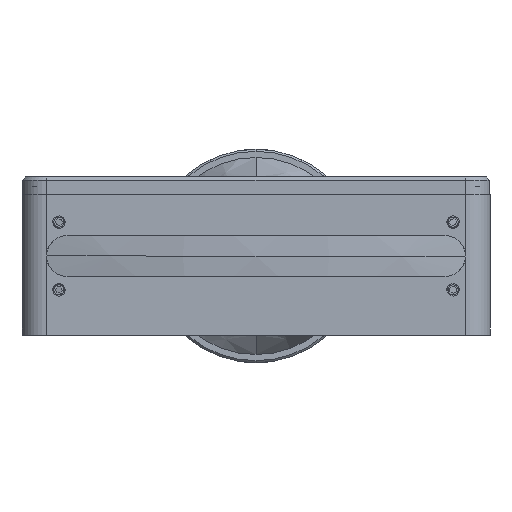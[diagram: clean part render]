
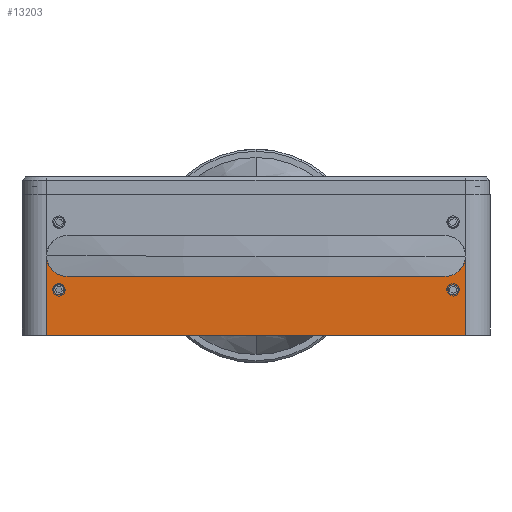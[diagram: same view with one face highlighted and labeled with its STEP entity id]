
A CAD part, front view. The second image highlights one B-rep face of the part: STEP entity #13203.
In plain terms, the highlighted planar face has unit normal (0, -1, 0).
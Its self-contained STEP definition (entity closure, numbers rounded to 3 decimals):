
#20 = VERTEX_POINT ( 'NONE', #6565 ) ;
#48 = EDGE_LOOP ( 'NONE', ( #6998, #6629, #6843, #15178, #7081, #7097 ) ) ;
#125 = DIRECTION ( 'NONE',  ( 0., 1., 0. ) ) ;
#178 = DIRECTION ( 'NONE',  ( 0., 0., 1. ) ) ;
#185 = CARTESIAN_POINT ( 'NONE',  ( 46., -407.175, -5. ) ) ;
#229 = AXIS2_PLACEMENT_3D ( 'NONE', #1288, #1284, #1269 ) ;
#315 = CARTESIAN_POINT ( 'NONE',  ( 51., -407.175, 295.037 ) ) ;
#453 = CARTESIAN_POINT ( 'NONE',  ( 51., -407.175, -19.25 ) ) ;
#632 = CARTESIAN_POINT ( 'NONE',  ( 51., -407.175, 0. ) ) ;
#1186 = FACE_BOUND ( 'NONE', #7760, .T. ) ;
#1269 = DIRECTION ( 'NONE',  ( 0., 0., 1. ) ) ;
#1275 = DIRECTION ( 'NONE',  ( 0., 0., 1. ) ) ;
#1277 = PLANE ( 'NONE',  #2131 ) ;
#1284 = DIRECTION ( 'NONE',  ( 0., -1., 0. ) ) ;
#1288 = CARTESIAN_POINT ( 'NONE',  ( -46., -407.175, 0. ) ) ;
#1299 = DIRECTION ( 'NONE',  ( 0., -1., 0. ) ) ;
#1315 = CARTESIAN_POINT ( 'NONE',  ( 46., -407.175, 0. ) ) ;
#1832 = DIRECTION ( 'NONE',  ( 0., 0., -1. ) ) ;
#1891 = CARTESIAN_POINT ( 'NONE',  ( -51., -407.175, 295.037 ) ) ;
#2131 = AXIS2_PLACEMENT_3D ( 'NONE', #315, #125, #178 ) ;
#2896 = CARTESIAN_POINT ( 'NONE',  ( 51., -407.175, -19.25 ) ) ;
#3379 = CARTESIAN_POINT ( 'NONE',  ( -46., -407.175, -5. ) ) ;
#3545 = AXIS2_PLACEMENT_3D ( 'NONE', #11403, #11369, #12927 ) ;
#4294 = ORIENTED_EDGE ( 'NONE', *, *, #13642, .F. ) ;
#4518 = DIRECTION ( 'NONE',  ( 0., 0., -1. ) ) ;
#4534 = DIRECTION ( 'NONE',  ( 0., -1., 0. ) ) ;
#4549 = CARTESIAN_POINT ( 'NONE',  ( 48., -407.175, -8.25 ) ) ;
#4919 = CARTESIAN_POINT ( 'NONE',  ( -51., -407.175, 0. ) ) ;
#5554 = EDGE_CURVE ( 'NONE', #14312, #20, #16139, .T. ) ;
#5704 = VECTOR ( 'NONE', #17050, 1000. ) ;
#5773 = LINE ( 'NONE', #453, #5704 ) ;
#5987 = EDGE_CURVE ( 'NONE', #6203, #14885, #13846, .T. ) ;
#6203 = VERTEX_POINT ( 'NONE', #185 ) ;
#6213 = CARTESIAN_POINT ( 'NONE',  ( -51., -407.175, -19.25 ) ) ;
#6265 = AXIS2_PLACEMENT_3D ( 'NONE', #11229, #11216, #11195 ) ;
#6565 = CARTESIAN_POINT ( 'NONE',  ( 48., -407.175, -7. ) ) ;
#6629 = ORIENTED_EDGE ( 'NONE', *, *, #5987, .F. ) ;
#6713 = EDGE_CURVE ( 'NONE', #16685, #6203, #11464, .T. ) ;
#6843 = ORIENTED_EDGE ( 'NONE', *, *, #6713, .F. ) ;
#6998 = ORIENTED_EDGE ( 'NONE', *, *, #14547, .F. ) ;
#7081 = ORIENTED_EDGE ( 'NONE', *, *, #9401, .T. ) ;
#7097 = ORIENTED_EDGE ( 'NONE', *, *, #14892, .T. ) ;
#7314 = ORIENTED_EDGE ( 'NONE', *, *, #5554, .F. ) ;
#7342 = DIRECTION ( 'NONE',  ( 0., 0., -1. ) ) ;
#7367 = CARTESIAN_POINT ( 'NONE',  ( 51., -407.175, 295.037 ) ) ;
#7496 = VERTEX_POINT ( 'NONE', #6213 ) ;
#7760 = EDGE_LOOP ( 'NONE', ( #12312, #4294 ) ) ;
#7964 = VECTOR ( 'NONE', #7342, 1000. ) ;
#8009 = LINE ( 'NONE', #7367, #7964 ) ;
#8300 = CIRCLE ( 'NONE', #229, 5. ) ;
#8427 = CARTESIAN_POINT ( 'NONE',  ( 48., -407.175, -9.5 ) ) ;
#8716 = CARTESIAN_POINT ( 'NONE',  ( -48., -407.175, -7. ) ) ;
#9190 = VERTEX_POINT ( 'NONE', #4919 ) ;
#9401 = EDGE_CURVE ( 'NONE', #9190, #7496, #15891, .T. ) ;
#9433 = DIRECTION ( 'NONE',  ( 0., -1., 0. ) ) ;
#10670 = ORIENTED_EDGE ( 'NONE', *, *, #12025, .F. ) ;
#11195 = DIRECTION ( 'NONE',  ( 0., 0., -1. ) ) ;
#11216 = DIRECTION ( 'NONE',  ( 0., -1., 0. ) ) ;
#11229 = CARTESIAN_POINT ( 'NONE',  ( -48., -407.175, -8.25 ) ) ;
#11369 = DIRECTION ( 'NONE',  ( 0., -1., 0. ) ) ;
#11403 = CARTESIAN_POINT ( 'NONE',  ( 48., -407.175, -8.25 ) ) ;
#11464 = LINE ( 'NONE', #13749, #11516 ) ;
#11516 = VECTOR ( 'NONE', #13643, 1000. ) ;
#11528 = CIRCLE ( 'NONE', #15714, 1.25 ) ;
#11640 = VERTEX_POINT ( 'NONE', #15711 ) ;
#11677 = CIRCLE ( 'NONE', #3545, 1.25 ) ;
#11712 = AXIS2_PLACEMENT_3D ( 'NONE', #4549, #4534, #4518 ) ;
#12025 = EDGE_CURVE ( 'NONE', #20, #14312, #11677, .T. ) ;
#12046 = EDGE_CURVE ( 'NONE', #11640, #16032, #15472, .T. ) ;
#12312 = ORIENTED_EDGE ( 'NONE', *, *, #12046, .F. ) ;
#12547 = VERTEX_POINT ( 'NONE', #2896 ) ;
#12665 = FACE_OUTER_BOUND ( 'NONE', #48, .T. ) ;
#12927 = DIRECTION ( 'NONE',  ( 0., 0., -1. ) ) ;
#13134 = AXIS2_PLACEMENT_3D ( 'NONE', #1315, #1299, #1275 ) ;
#13203 = ADVANCED_FACE ( 'NONE', ( #12665, #1186, #14569 ), #1277, .F. ) ;
#13642 = EDGE_CURVE ( 'NONE', #16032, #11640, #11528, .T. ) ;
#13643 = DIRECTION ( 'NONE',  ( 1., 0., 0. ) ) ;
#13749 = CARTESIAN_POINT ( 'NONE',  ( -46., -407.175, -5. ) ) ;
#13777 = DIRECTION ( 'NONE',  ( 0., 0., -1. ) ) ;
#13800 = CARTESIAN_POINT ( 'NONE',  ( -48., -407.175, -8.25 ) ) ;
#13846 = CIRCLE ( 'NONE', #13134, 5. ) ;
#14312 = VERTEX_POINT ( 'NONE', #8427 ) ;
#14547 = EDGE_CURVE ( 'NONE', #14885, #12547, #8009, .T. ) ;
#14569 = FACE_BOUND ( 'NONE', #16845, .T. ) ;
#14885 = VERTEX_POINT ( 'NONE', #632 ) ;
#14892 = EDGE_CURVE ( 'NONE', #7496, #12547, #5773, .T. ) ;
#15178 = ORIENTED_EDGE ( 'NONE', *, *, #17009, .F. ) ;
#15472 = CIRCLE ( 'NONE', #6265, 1.25 ) ;
#15711 = CARTESIAN_POINT ( 'NONE',  ( -48., -407.175, -9.5 ) ) ;
#15714 = AXIS2_PLACEMENT_3D ( 'NONE', #13800, #9433, #13777 ) ;
#15823 = VECTOR ( 'NONE', #1832, 1000. ) ;
#15891 = LINE ( 'NONE', #1891, #15823 ) ;
#16032 = VERTEX_POINT ( 'NONE', #8716 ) ;
#16139 = CIRCLE ( 'NONE', #11712, 1.25 ) ;
#16685 = VERTEX_POINT ( 'NONE', #3379 ) ;
#16845 = EDGE_LOOP ( 'NONE', ( #7314, #10670 ) ) ;
#17009 = EDGE_CURVE ( 'NONE', #9190, #16685, #8300, .T. ) ;
#17050 = DIRECTION ( 'NONE',  ( 1., 0., 0. ) ) ;
